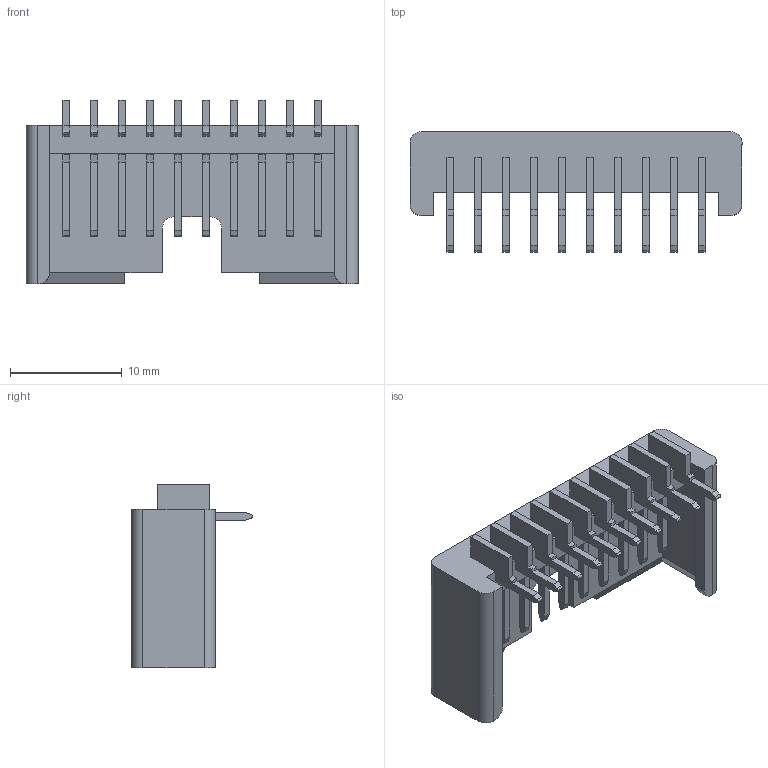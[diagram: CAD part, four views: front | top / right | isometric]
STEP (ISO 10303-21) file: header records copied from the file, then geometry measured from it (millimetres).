
FILE_DESCRIPTION(('OneSpaceDesigner STEP Export'),'2;1');
FILE_NAME('2_5_MSFW_O_10.stp','2006-02-01T10:07:11',('M Stracke EW-KS'),('Lumberg Connect GmbH'),'OneSpace Designer STEP processor for AP214 (Solid Model)','OneSpace Designer 13.20A 18-Aug-2005 (C) CoCreate Software GmbH','');
FILE_SCHEMA(('AUTOMOTIVE_DESIGN { 1 0 10303 214 1 1 1 1 }'));
Length unit declared in the file: millimetre
Products named in the file (1): 2_5_MSFW_O_10
Bounding box: 29.7 x 10.8 x 16.45 mm (x, y, z)
Volume: 1052.8 mm3; surface area: 2082.2 mm2
Topology: 1 solids, 1 shells, 318 faces, 910 edges, 604 vertices
Faces by surface type: plane 220, cylinder 78, bspline 20
Entity records: 13127 total; most frequent: CARTESIAN_POINT 3023, ORIENTED_EDGE 1820, DIRECTION 1369, EDGE_CURVE 910, VECTOR 655, LINE 655, VERTEX_POINT 604, AXIS2_PLACEMENT_3D 357
